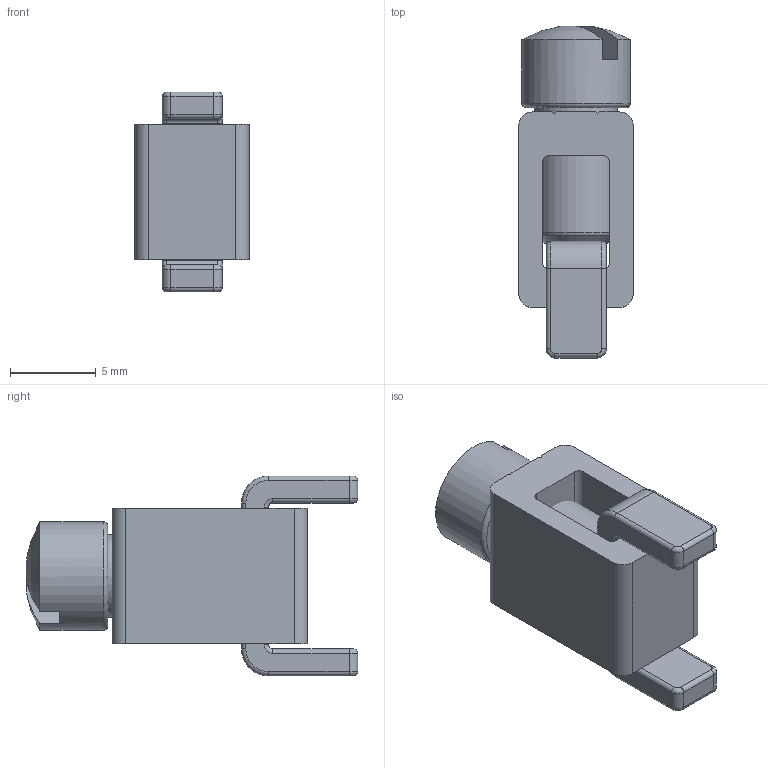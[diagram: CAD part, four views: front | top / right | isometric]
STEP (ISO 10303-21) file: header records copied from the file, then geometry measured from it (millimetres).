
FILE_DESCRIPTION((''),'2;1');
FILE_NAME('B12-PCB-S- Assembly.stp','2012-03-27T18:36:57',('DHiltner'),(''),'Autodesk Inventor 2011','Autodesk Inventor 2011','');
FILE_SCHEMA(('AUTOMOTIVE_DESIGN { 1 0 10303 214 1 1 1 1 }'));
Length unit declared in the file: inch
Products named in the file (4): B12-PCB-S- Assembly; B12; 14307-S; 14288
Assembly tree (3 placements, depth 2):
  B12-PCB-S- Assembly
    B12
    14307-S
    14288
Bounding box: 6.68 x 19.41 x 11.68 mm (x, y, z)
Volume: 752.9 mm3; surface area: 1041 mm2
Topology: 3 solids, 3 shells, 255 faces, 662 edges, 429 vertices
Faces by surface type: plane 126, bspline 71, cylinder 37, torus 12, cone 7, sphere 2
Full cylindrical faces by diameter (mm): 3.962 x1, 4.826 x1, 6.35 x1
Entity records: 8728 total; most frequent: CARTESIAN_POINT 2790, ORIENTED_EDGE 1306, DIRECTION 1010, EDGE_CURVE 653, VERTEX_POINT 427, VECTOR 394, LINE 394, AXIS2_PLACEMENT_3D 308
